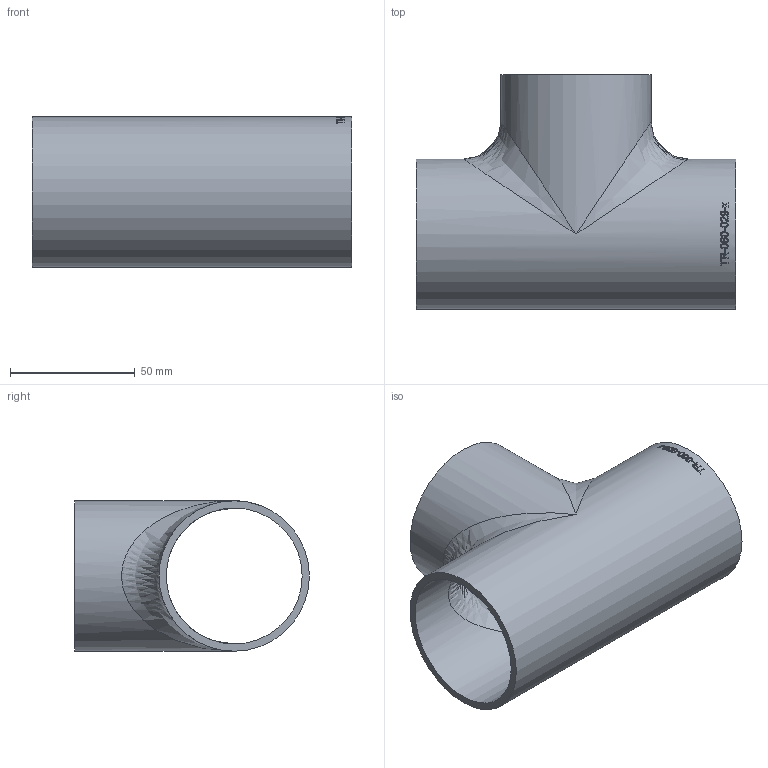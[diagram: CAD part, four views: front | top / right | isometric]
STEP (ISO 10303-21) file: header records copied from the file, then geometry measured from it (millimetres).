
FILE_DESCRIPTION (( 'STEP AP214' ), '1' );
FILE_NAME ('TR-060-029-x T-Stück Ø60,3x2,9 BL128 1909.STEP', '2019-09-30T08:00:15', ( '' ), ( '' ), 'SwSTEP 2.0', 'SolidWorks 2016', '' );
FILE_SCHEMA (( 'AUTOMOTIVE_DESIGN' ));
Length unit declared in the file: millimetre
Products named in the file (1): TR-060-029-x T-Stück Ø60,3x2,9 BL128 1909
Bounding box: 128 x 94.15 x 60.3 mm (x, y, z)
Volume: 80273.9 mm3; surface area: 56934.5 mm2
Topology: 1 solids, 1 shells, 170 faces, 442 edges, 292 vertices
Faces by surface type: bspline 107, plane 39, cylinder 22, torus 2
Full cylindrical faces by diameter (mm): 54.5 x2, 60.3 x2
Entity records: 20233 total; most frequent: CARTESIAN_POINT 15428, ORIENTED_EDGE 866, EDGE_CURVE 433, DIRECTION 320, B_SPLINE_CURVE_WITH_KNOTS 301, VERTEX_POINT 288, EDGE_LOOP 197, FACE_OUTER_BOUND 174
